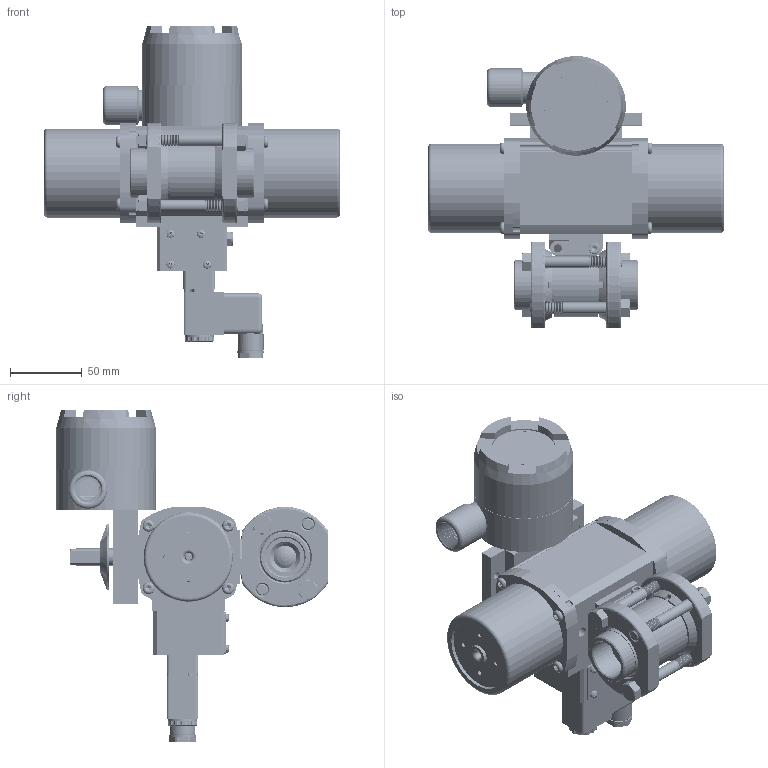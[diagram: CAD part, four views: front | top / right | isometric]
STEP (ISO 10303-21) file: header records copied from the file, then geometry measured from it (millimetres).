
FILE_DESCRIPTION (( 'STEP AP203' ), '1' );
FILE_NAME ('26XXSWSA512SR3GPDSLS.step', '2018-06-12T18:00:25', ( '' ), ( '' ), 'SwSTEP 2.0', 'SolidWorks 2017', '' );
FILE_SCHEMA (( 'CONFIG_CONTROL_DESIGN' ));
Products named in the file (1): 26XXSWSA512SR3GPDSLS
Bounding box: 206.12 x 189.17 x 231.11 mm (x, y, z)
Volume: 896780.7 mm3; surface area: 376633.2 mm2
Topology: 69 solids, 69 shells, 6424 faces, 16843 edges, 10580 vertices
Faces by surface type: cylinder 3078, cone 2050, plane 908, torus 236, bspline 138, sphere 14
Entity records: 243211 total; most frequent: CARTESIAN_POINT 88644, ORIENTED_EDGE 33374, DIRECTION 33186, EDGE_CURVE 16687, AXIS2_PLACEMENT_3D 13489, VERTEX_POINT 10576, CIRCLE 7202, EDGE_LOOP 6869
